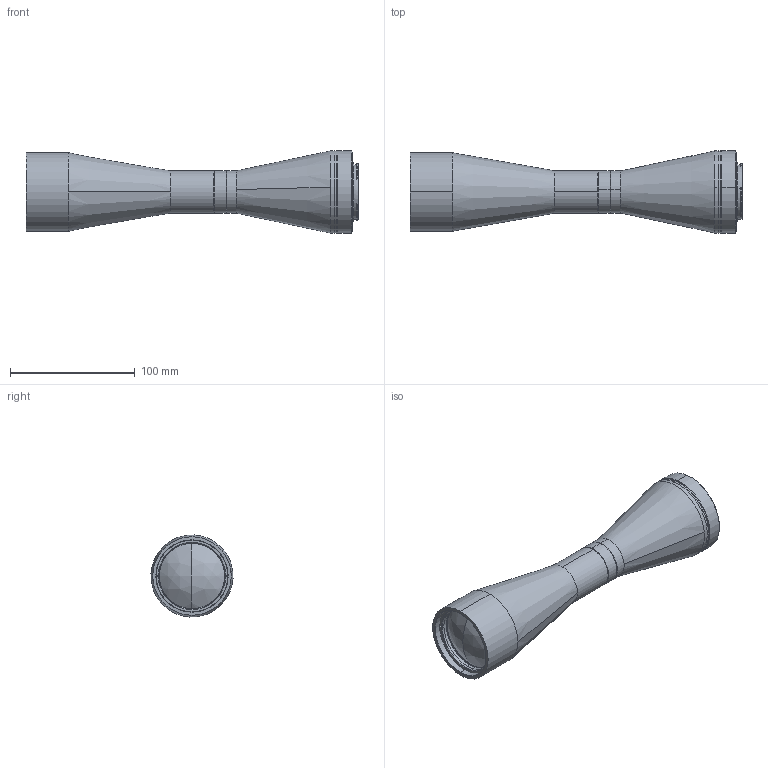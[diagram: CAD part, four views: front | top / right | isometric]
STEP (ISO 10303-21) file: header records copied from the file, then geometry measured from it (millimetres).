
FILE_DESCRIPTION (( 'STEP AP214' ), '1' );
FILE_NAME ('TTL39.2-45-70F.STEP', '2023-05-12T09:20:22', ( '' ), ( '' ), 'SwSTEP 2.0', 'SolidWorks 2022', '' );
FILE_SCHEMA (( 'AUTOMOTIVE_DESIGN' ));
Length unit declared in the file: millimetre
Products named in the file (1): TTL39.2-45-70F
Bounding box: 266.63 x 65.89 x 65.89 mm (x, y, z)
Volume: 317122.3 mm3; surface area: 142328.3 mm2
Topology: 33 solids, 33 shells, 530 faces, 1166 edges, 736 vertices
Faces by surface type: cylinder 206, plane 136, cone 121, bspline 63, torus 4
Entity records: 22672 total; most frequent: CARTESIAN_POINT 4476, DIRECTION 2733, ORIENTED_EDGE 2332, EDGE_CURVE 1166, AXIS2_PLACEMENT_3D 1149, VERTEX_POINT 736, CIRCLE 681, EDGE_LOOP 612
